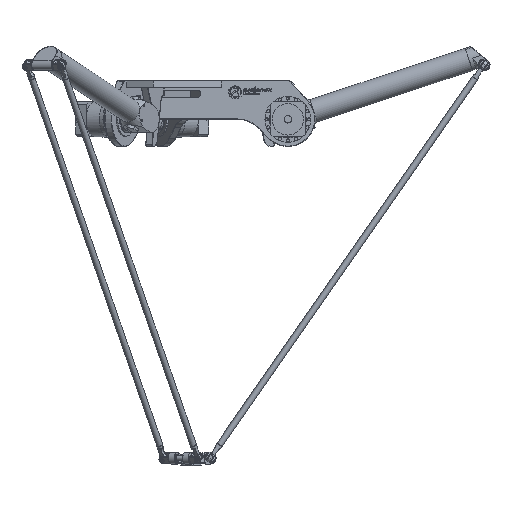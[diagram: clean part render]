
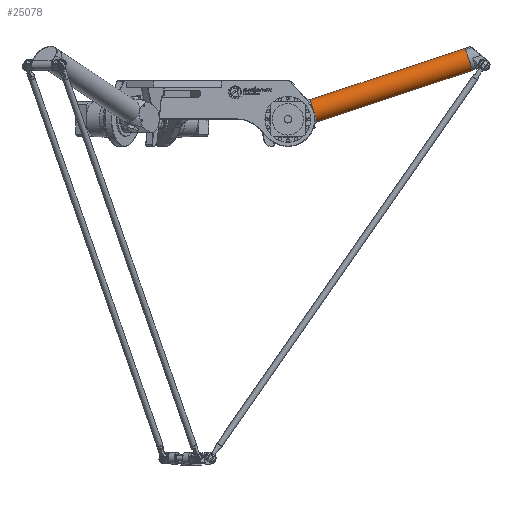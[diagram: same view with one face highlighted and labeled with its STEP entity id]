
A CAD part, front view. The second image highlights one B-rep face of the part: STEP entity #25078.
In plain terms, the highlighted cylindrical face has radius 30.05 mm (diameter 60.1 mm), a full revolution.
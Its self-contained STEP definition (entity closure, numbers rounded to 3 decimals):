
#612=FACE_BOUND('',#4946,.T.);
#3191=FACE_OUTER_BOUND('',#4945,.T.);
#4945=EDGE_LOOP('',(#21820,#21821,#21822,#21823));
#4946=EDGE_LOOP('',(#21824,#21825,#21826,#21827));
#10576=CIRCLE('',#27421,30.05);
#10577=CIRCLE('',#27423,30.05);
#10578=CIRCLE('',#27425,30.05);
#10579=CIRCLE('',#27427,30.05);
#10580=CIRCLE('',#27429,30.05);
#10581=CIRCLE('',#27430,30.05);
#10582=CIRCLE('',#27431,30.05);
#10583=CIRCLE('',#27432,30.05);
#12602=VERTEX_POINT('',#47985);
#12603=VERTEX_POINT('',#47989);
#12605=VERTEX_POINT('',#47994);
#12606=VERTEX_POINT('',#48000);
#12608=VERTEX_POINT('',#48005);
#12609=VERTEX_POINT('',#48011);
#12610=VERTEX_POINT('',#48012);
#12611=VERTEX_POINT('',#48016);
#15778=EDGE_CURVE('',#12603,#12605,#10576,.T.);
#15781=EDGE_CURVE('',#12606,#12608,#10577,.T.);
#15784=EDGE_CURVE('',#12610,#12609,#10578,.T.);
#15786=EDGE_CURVE('',#12611,#12602,#10579,.T.);
#15787=EDGE_CURVE('',#12605,#12606,#10580,.T.);
#15788=EDGE_CURVE('',#12608,#12603,#10581,.T.);
#15789=EDGE_CURVE('',#12610,#12602,#10582,.T.);
#15790=EDGE_CURVE('',#12611,#12609,#10583,.T.);
#21820=ORIENTED_EDGE('',*,*,#15781,.F.);
#21821=ORIENTED_EDGE('',*,*,#15787,.F.);
#21822=ORIENTED_EDGE('',*,*,#15778,.F.);
#21823=ORIENTED_EDGE('',*,*,#15788,.F.);
#21824=ORIENTED_EDGE('',*,*,#15786,.T.);
#21825=ORIENTED_EDGE('',*,*,#15789,.F.);
#21826=ORIENTED_EDGE('',*,*,#15784,.T.);
#21827=ORIENTED_EDGE('',*,*,#15790,.F.);
#23841=CYLINDRICAL_SURFACE('',#27428,30.05);
#25078=ADVANCED_FACE('',(#3191,#612),#23841,.T.);
#27421=AXIS2_PLACEMENT_3D('',#47995,#33589,#33590);
#27423=AXIS2_PLACEMENT_3D('',#48006,#33593,#33594);
#27425=AXIS2_PLACEMENT_3D('',#48014,#33598,#33599);
#27427=AXIS2_PLACEMENT_3D('',#48018,#33603,#33604);
#27428=AXIS2_PLACEMENT_3D('',#48019,#33605,#33606);
#27429=AXIS2_PLACEMENT_3D('',#48020,#33607,#33608);
#27430=AXIS2_PLACEMENT_3D('',#48021,#33609,#33610);
#27431=AXIS2_PLACEMENT_3D('',#48022,#33611,#33612);
#27432=AXIS2_PLACEMENT_3D('',#48023,#33613,#33614);
#33589=DIRECTION('center_axis',(0.,0.,-1.));
#33590=DIRECTION('ref_axis',(1.,0.,0.));
#33593=DIRECTION('center_axis',(0.,0.,-1.));
#33594=DIRECTION('ref_axis',(1.,0.,0.));
#33598=DIRECTION('center_axis',(0.,0.,
-1.));
#33599=DIRECTION('ref_axis',(-1.,0.,0.));
#33603=DIRECTION('center_axis',(0.,0.,
-1.));
#33604=DIRECTION('ref_axis',(-1.,0.,0.));
#33605=DIRECTION('center_axis',(0.,0.,1.));
#33606=DIRECTION('ref_axis',(-1.,0.,0.));
#33607=DIRECTION('center_axis',(0.,0.,-1.));
#33608=DIRECTION('ref_axis',(1.,0.,0.));
#33609=DIRECTION('center_axis',(0.,0.,-1.));
#33610=DIRECTION('ref_axis',(1.,0.,0.));
#33611=DIRECTION('center_axis',(0.,0.,
1.));
#33612=DIRECTION('ref_axis',(-1.,0.,0.));
#33613=DIRECTION('center_axis',(0.,0.,
1.));
#33614=DIRECTION('ref_axis',(-1.,0.,0.));
#47985=CARTESIAN_POINT('',(12.589,-27.286,263.856));
#47989=CARTESIAN_POINT('',(30.,1.733,-157.587));
#47994=CARTESIAN_POINT('',(30.,-1.733,-157.587));
#47995=CARTESIAN_POINT('Origin',(0.,0.,-157.587));
#48000=CARTESIAN_POINT('',(-30.,-1.733,-157.587));
#48005=CARTESIAN_POINT('',(-30.,1.733,-157.587));
#48006=CARTESIAN_POINT('Origin',(0.,0.,-157.587));
#48011=CARTESIAN_POINT('',(-1.733,-30.,263.856));
#48012=CARTESIAN_POINT('',(1.733,-30.,263.856));
#48014=CARTESIAN_POINT('Origin',(0.,0.,263.856));
#48016=CARTESIAN_POINT('',(-12.589,-27.286,263.856));
#48018=CARTESIAN_POINT('Origin',(0.,0.,263.856));
#48019=CARTESIAN_POINT('Origin',(0.,0.,0.));
#48020=CARTESIAN_POINT('Origin',(0.,0.,-157.587));
#48021=CARTESIAN_POINT('Origin',(0.,0.,-157.587));
#48022=CARTESIAN_POINT('Origin',(0.,0.,263.856));
#48023=CARTESIAN_POINT('Origin',(0.,0.,263.856));
